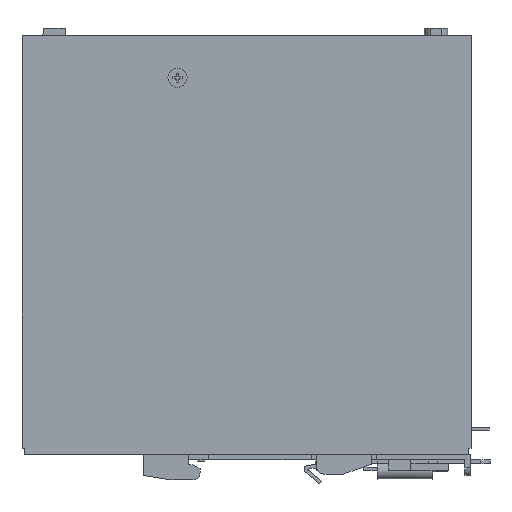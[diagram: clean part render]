
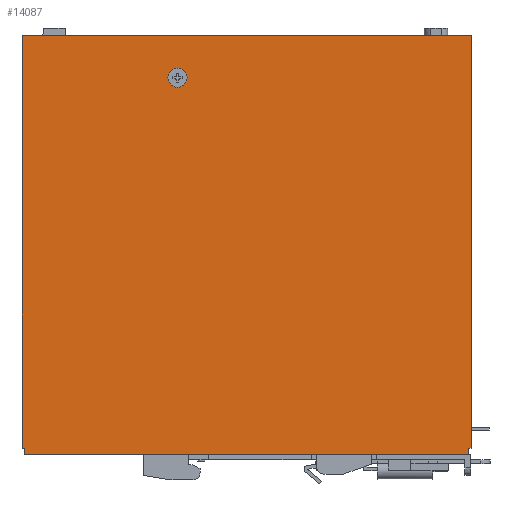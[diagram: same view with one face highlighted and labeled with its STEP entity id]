
A CAD part, left-side view. The second image highlights one B-rep face of the part: STEP entity #14087.
In plain terms, the highlighted planar face has unit normal (-1, 0, 0).
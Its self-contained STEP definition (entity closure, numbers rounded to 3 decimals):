
#308=LINE('',#21021,#1695);
#312=LINE('',#21029,#1699);
#365=LINE('',#21156,#1752);
#506=LINE('',#21474,#1893);
#507=LINE('',#21478,#1894);
#508=LINE('',#21480,#1895);
#509=LINE('',#21482,#1896);
#510=LINE('',#21483,#1897);
#1695=VECTOR('',#16700,1000.);
#1699=VECTOR('',#16706,1000.);
#1752=VECTOR('',#16793,1000.);
#1893=VECTOR('',#16994,1000.);
#1894=VECTOR('',#16999,1000.);
#1895=VECTOR('',#17000,1000.);
#1896=VECTOR('',#17001,1000.);
#1897=VECTOR('',#17002,1000.);
#3418=ORIENTED_EDGE('',*,*,#7201,.F.);
#3419=ORIENTED_EDGE('',*,*,#6984,.T.);
#3420=ORIENTED_EDGE('',*,*,#6980,.F.);
#3421=ORIENTED_EDGE('',*,*,#7200,.F.);
#3422=ORIENTED_EDGE('',*,*,#7202,.F.);
#3423=ORIENTED_EDGE('',*,*,#7203,.F.);
#3424=ORIENTED_EDGE('',*,*,#7204,.F.);
#3425=ORIENTED_EDGE('',*,*,#7044,.F.);
#3426=ORIENTED_EDGE('',*,*,#7205,.T.);
#6980=EDGE_CURVE('',#8879,#8880,#308,.T.);
#6984=EDGE_CURVE('',#8881,#8880,#312,.T.);
#7044=EDGE_CURVE('',#8939,#8940,#365,.T.);
#7200=EDGE_CURVE('',#9086,#8879,#506,.T.);
#7201=EDGE_CURVE('',#9087,#9087,#10244,.F.);
#7202=EDGE_CURVE('',#9088,#9086,#507,.T.);
#7203=EDGE_CURVE('',#9089,#9088,#508,.T.);
#7204=EDGE_CURVE('',#8940,#9089,#509,.T.);
#7205=EDGE_CURVE('',#8939,#8881,#510,.T.);
#8879=VERTEX_POINT('',#21020);
#8880=VERTEX_POINT('',#21022);
#8881=VERTEX_POINT('',#21026);
#8939=VERTEX_POINT('',#21155);
#8940=VERTEX_POINT('',#21157);
#9086=VERTEX_POINT('',#21473);
#9087=VERTEX_POINT('',#21477);
#9088=VERTEX_POINT('',#21479);
#9089=VERTEX_POINT('',#21481);
#10244=CIRCLE('',#15154,2.65);
#10776=EDGE_LOOP('',(#3418));
#10777=EDGE_LOOP('',(#3419,#3420,#3421,#3422,#3423,#3424,#3425,#3426));
#12145=FACE_BOUND('',#10776,.T.);
#12146=FACE_BOUND('',#10777,.T.);
#13402=PLANE('',#15153);
#14087=ADVANCED_FACE('',(#12145,#12146),#13402,.F.);
#15153=AXIS2_PLACEMENT_3D('',#21475,#16995,#16996);
#15154=AXIS2_PLACEMENT_3D('',#21476,#16997,#16998);
#16700=DIRECTION('',(0.,0.,-1.));
#16706=DIRECTION('',(0.,-1.,0.));
#16793=DIRECTION('',(0.,1.,0.));
#16994=DIRECTION('',(0.,-1.,0.));
#16995=DIRECTION('',(1.,0.,0.));
#16996=DIRECTION('',(0.,0.,-1.));
#16997=DIRECTION('',(1.,0.,0.));
#16998=DIRECTION('',(0.,0.,-1.));
#16999=DIRECTION('',(0.,0.,1.));
#17000=DIRECTION('',(0.,1.,0.));
#17001=DIRECTION('',(0.,0.,1.));
#17002=DIRECTION('',(0.,0.,1.));
#21020=CARTESIAN_POINT('',(-20.,0.,115.2));
#21021=CARTESIAN_POINT('',(-20.,0.,115.2));
#21022=CARTESIAN_POINT('',(-20.,0.,1.6));
#21026=CARTESIAN_POINT('',(-20.,0.8,1.6));
#21029=CARTESIAN_POINT('',(-20.,0.8,1.6));
#21155=CARTESIAN_POINT('',(-20.,0.8,0.));
#21156=CARTESIAN_POINT('',(-20.,0.,0.));
#21157=CARTESIAN_POINT('',(-20.,122.8,0.));
#21473=CARTESIAN_POINT('',(-20.,123.6,115.2));
#21474=CARTESIAN_POINT('',(-20.,123.6,115.2));
#21475=CARTESIAN_POINT('',(-20.,0.,0.));
#21476=CARTESIAN_POINT('',(-20.,80.8,103.6));
#21477=CARTESIAN_POINT('',(-20.,80.8,100.95));
#21478=CARTESIAN_POINT('',(-20.,123.6,0.));
#21479=CARTESIAN_POINT('',(-20.,123.6,1.6));
#21480=CARTESIAN_POINT('',(-20.,0.,1.6));
#21481=CARTESIAN_POINT('',(-20.,122.8,1.6));
#21482=CARTESIAN_POINT('',(-20.,122.8,0.));
#21483=CARTESIAN_POINT('',(-20.,0.8,0.));
